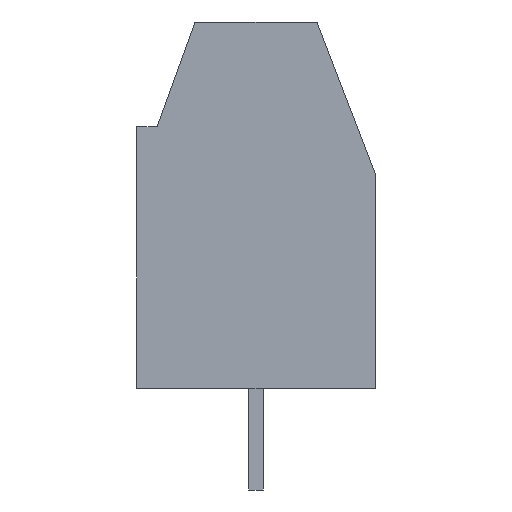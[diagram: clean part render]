
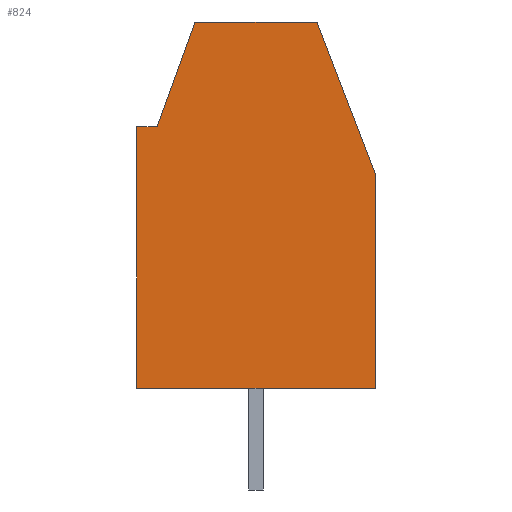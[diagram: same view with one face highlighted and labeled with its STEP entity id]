
A CAD part, left-side view. The second image highlights one B-rep face of the part: STEP entity #824.
In plain terms, the highlighted planar face has unit normal (-1, 0, 0).
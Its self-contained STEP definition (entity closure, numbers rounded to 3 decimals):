
#622 = VERTEX_POINT('',#623);
#623 = CARTESIAN_POINT('',(-7.,-4.1,0.));
#640 = VERTEX_POINT('',#641);
#641 = CARTESIAN_POINT('',(-7.,-4.1,7.4));
#647 = EDGE_CURVE('',#622,#640,#648,.T.);
#648 = LINE('',#649,#650);
#649 = CARTESIAN_POINT('',(-7.,-4.1,0.));
#650 = VECTOR('',#651,1.);
#651 = DIRECTION('',(0.,0.,1.));
#798 = VERTEX_POINT('',#799);
#799 = CARTESIAN_POINT('',(-7.,4.1,0.));
#814 = EDGE_CURVE('',#798,#622,#815,.T.);
#815 = LINE('',#816,#817);
#816 = CARTESIAN_POINT('',(-7.,4.1,0.));
#817 = VECTOR('',#818,1.);
#818 = DIRECTION('',(0.,-1.,0.));
#824 = ADVANCED_FACE('',(#825),#867,.T.);
#825 = FACE_BOUND('',#826,.T.);
#826 = EDGE_LOOP('',(#827,#828,#836,#844,#852,#860,#866));
#827 = ORIENTED_EDGE('',*,*,#647,.T.);
#828 = ORIENTED_EDGE('',*,*,#829,.T.);
#829 = EDGE_CURVE('',#640,#830,#832,.T.);
#830 = VERTEX_POINT('',#831);
#831 = CARTESIAN_POINT('',(-7.,-2.1,12.6));
#832 = LINE('',#833,#834);
#833 = CARTESIAN_POINT('',(-7.,-4.1,7.4));
#834 = VECTOR('',#835,1.);
#835 = DIRECTION('',(0.,0.359,0.933));
#836 = ORIENTED_EDGE('',*,*,#837,.T.);
#837 = EDGE_CURVE('',#830,#838,#840,.T.);
#838 = VERTEX_POINT('',#839);
#839 = CARTESIAN_POINT('',(-7.,2.1,12.6));
#840 = LINE('',#841,#842);
#841 = CARTESIAN_POINT('',(-7.,-2.1,12.6));
#842 = VECTOR('',#843,1.);
#843 = DIRECTION('',(0.,1.,0.));
#844 = ORIENTED_EDGE('',*,*,#845,.T.);
#845 = EDGE_CURVE('',#838,#846,#848,.T.);
#846 = VERTEX_POINT('',#847);
#847 = CARTESIAN_POINT('',(-7.,3.4,9.));
#848 = LINE('',#849,#850);
#849 = CARTESIAN_POINT('',(-7.,2.1,12.6));
#850 = VECTOR('',#851,1.);
#851 = DIRECTION('',(0.,0.34,-0.941));
#852 = ORIENTED_EDGE('',*,*,#853,.T.);
#853 = EDGE_CURVE('',#846,#854,#856,.T.);
#854 = VERTEX_POINT('',#855);
#855 = CARTESIAN_POINT('',(-7.,4.1,9.));
#856 = LINE('',#857,#858);
#857 = CARTESIAN_POINT('',(-7.,3.4,9.));
#858 = VECTOR('',#859,1.);
#859 = DIRECTION('',(0.,1.,0.));
#860 = ORIENTED_EDGE('',*,*,#861,.T.);
#861 = EDGE_CURVE('',#854,#798,#862,.T.);
#862 = LINE('',#863,#864);
#863 = CARTESIAN_POINT('',(-7.,4.1,9.));
#864 = VECTOR('',#865,1.);
#865 = DIRECTION('',(0.,0.,-1.));
#866 = ORIENTED_EDGE('',*,*,#814,.T.);
#867 = PLANE('',#868);
#868 = AXIS2_PLACEMENT_3D('',#869,#870,#871);
#869 = CARTESIAN_POINT('',(-7.,0.063,5.762));
#870 = DIRECTION('',(-1.,-0.,-0.));
#871 = DIRECTION('',(0.,-1.,0.));
